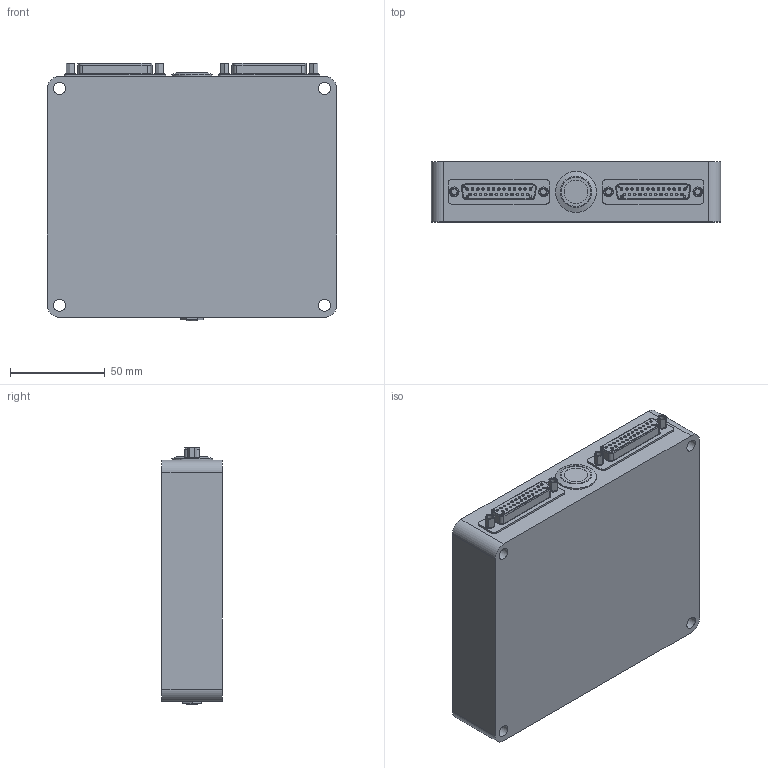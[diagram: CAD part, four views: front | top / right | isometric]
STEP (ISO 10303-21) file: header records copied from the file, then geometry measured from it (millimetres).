
FILE_DESCRIPTION (( 'STEP AP203' ), '1' );
FILE_NAME ('PE70A7000_3D.step', '2021-11-22T17:58:17', ( '' ), ( '' ), 'SwSTEP 2.0', 'SolidWorks 2021', '' );
FILE_SCHEMA (( 'CONFIG_CONTROL_DESIGN' ));
Products named in the file (1): PE70A7000_3D
Bounding box: 152.4 x 31.85 x 135.64 mm (x, y, z)
Volume: 613702 mm3; surface area: 65905.4 mm2
Topology: 1 solids, 1 shells, 1891 faces, 4848 edges, 3165 vertices
Faces by surface type: plane 1149, bspline 404, cylinder 192, cone 115, torus 31
Full cylindrical faces by diameter (mm): 2.1 x1, 3.048 x4, 5.08 x4, 5.5 x1, 6.35 x4, 7.532 x1, 12.446 x1, 15.494 x1, 21.59 x1
Entity records: 78972 total; most frequent: CARTESIAN_POINT 35335, ORIENTED_EDGE 9626, DIRECTION 7551, EDGE_CURVE 4813, VECTOR 3435, LINE 3435, VERTEX_POINT 3154, EDGE_LOOP 2161
